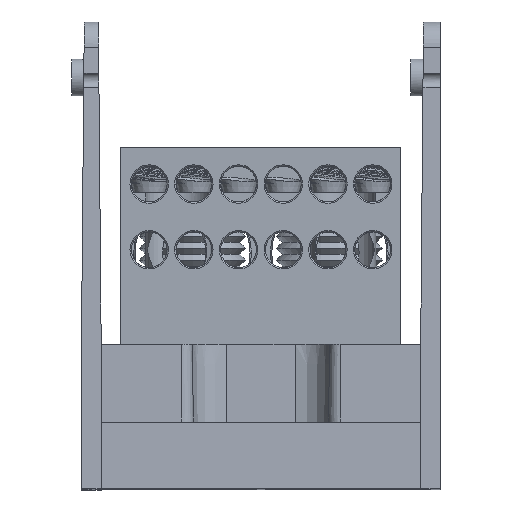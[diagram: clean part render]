
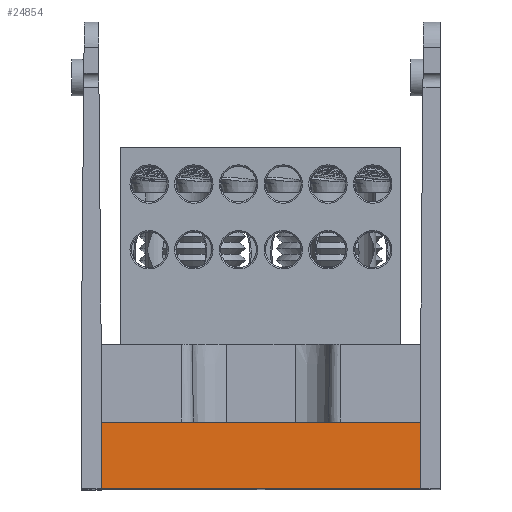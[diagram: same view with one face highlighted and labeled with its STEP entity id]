
A CAD part, top view. The second image highlights one B-rep face of the part: STEP entity #24854.
In plain terms, the highlighted planar face has unit normal (0, 0.035, 0.999).
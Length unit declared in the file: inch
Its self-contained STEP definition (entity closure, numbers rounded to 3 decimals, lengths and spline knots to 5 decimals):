
#112 = EDGE_CURVE ( 'NONE', #8474, #19820, #23519, .T. ) ;
#236 = LINE ( 'NONE', #27912, #11477 ) ;
#269 = VERTEX_POINT ( 'NONE', #18859 ) ;
#414 = DIRECTION ( 'NONE',  ( 0., -0.999, 0.035 ) ) ;
#563 = EDGE_LOOP ( 'NONE', ( #12435, #15670, #19643, #23421 ) ) ;
#826 = CARTESIAN_POINT ( 'NONE',  ( -1.215, 0., 2.75 ) ) ;
#2692 = CARTESIAN_POINT ( 'NONE',  ( 1.215, 0., 2.75 ) ) ;
#2998 = PLANE ( 'NONE',  #21789 ) ;
#3104 = DIRECTION ( 'NONE',  ( 0., -0.999, 0.035 ) ) ;
#4861 = CARTESIAN_POINT ( 'NONE',  ( -1.215, 0.5, 2.73254 ) ) ;
#4868 = FACE_OUTER_BOUND ( 'NONE', #563, .T. ) ;
#6615 = CARTESIAN_POINT ( 'NONE',  ( -1.215, 0.5, 2.73254 ) ) ;
#8118 = VECTOR ( 'NONE', #22400, 39.37008 ) ;
#8474 = VERTEX_POINT ( 'NONE', #6615 ) ;
#11477 = VECTOR ( 'NONE', #14711, 39.37008 ) ;
#12435 = ORIENTED_EDGE ( 'NONE', *, *, #18625, .F. ) ;
#13273 = LINE ( 'NONE', #2692, #19155 ) ;
#13414 = DIRECTION ( 'NONE',  ( 1., 0., 0. ) ) ;
#14051 = EDGE_CURVE ( 'NONE', #8474, #269, #20587, .T. ) ;
#14711 = DIRECTION ( 'NONE',  ( 1., 0., 0. ) ) ;
#15670 = ORIENTED_EDGE ( 'NONE', *, *, #112, .F. ) ;
#16464 = DIRECTION ( 'NONE',  ( 0., 0.035, 0.999 ) ) ;
#17993 = CARTESIAN_POINT ( 'NONE',  ( -1.215, 0., 2.75 ) ) ;
#18625 = EDGE_CURVE ( 'NONE', #19820, #19508, #13273, .T. ) ;
#18859 = CARTESIAN_POINT ( 'NONE',  ( -1.215, 0., 2.75 ) ) ;
#19155 = VECTOR ( 'NONE', #414, 39.37008 ) ;
#19508 = VERTEX_POINT ( 'NONE', #23946 ) ;
#19643 = ORIENTED_EDGE ( 'NONE', *, *, #14051, .T. ) ;
#19820 = VERTEX_POINT ( 'NONE', #27152 ) ;
#20587 = LINE ( 'NONE', #17993, #8118 ) ;
#21789 = AXIS2_PLACEMENT_3D ( 'NONE', #826, #16464, #3104 ) ;
#22400 = DIRECTION ( 'NONE',  ( 0., -0.999, 0.035 ) ) ;
#23256 = VECTOR ( 'NONE', #13414, 39.37008 ) ;
#23421 = ORIENTED_EDGE ( 'NONE', *, *, #25078, .T. ) ;
#23519 = LINE ( 'NONE', #4861, #23256 ) ;
#23946 = CARTESIAN_POINT ( 'NONE',  ( 1.215, 0., 2.75 ) ) ;
#24854 = ADVANCED_FACE ( 'NONE', ( #4868 ), #2998, .T. ) ;
#25078 = EDGE_CURVE ( 'NONE', #269, #19508, #236, .T. ) ;
#27152 = CARTESIAN_POINT ( 'NONE',  ( 1.215, 0.5, 2.73254 ) ) ;
#27912 = CARTESIAN_POINT ( 'NONE',  ( -1.215, 0., 2.75 ) ) ;
